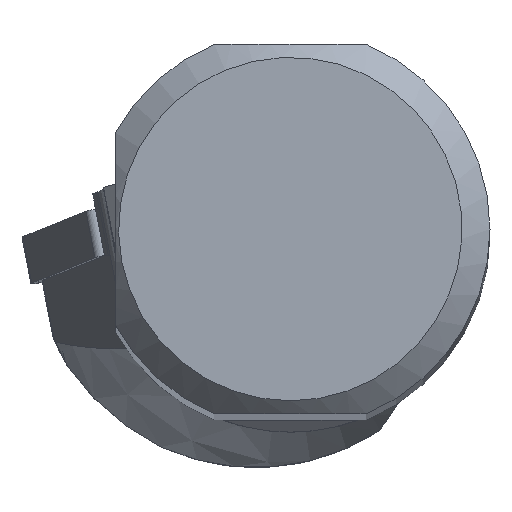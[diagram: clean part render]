
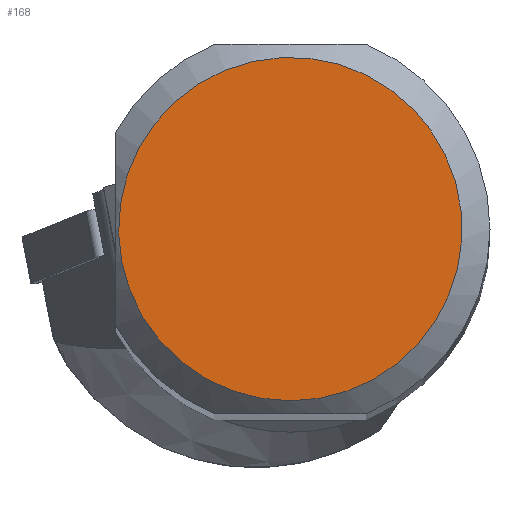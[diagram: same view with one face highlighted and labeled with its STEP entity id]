
A CAD part, top view. The second image highlights one B-rep face of the part: STEP entity #168.
In plain terms, the highlighted planar face has unit normal (0, 0, 1).
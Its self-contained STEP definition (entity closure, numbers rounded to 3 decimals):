
#119=PLANE('',#950);
#168=ADVANCED_FACE('',(#225),#119,.F.);
#225=FACE_OUTER_BOUND('',#264,.T.);
#264=EDGE_LOOP('',(#445));
#317=CIRCLE('',#936,17.2);
#445=ORIENTED_EDGE('',*,*,#679,.T.);
#597=VERTEX_POINT('',#1402);
#679=EDGE_CURVE('',#597,#597,#317,.T.);
#936=AXIS2_PLACEMENT_3D('',#1401,#1100,#1101);
#950=AXIS2_PLACEMENT_3D('',#1469,#1132,#1133);
#1100=DIRECTION('',(0.,0.,1.));
#1101=DIRECTION('',(0.,-1.,0.));
#1132=DIRECTION('',(0.,0.,-1.));
#1133=DIRECTION('',(0.,1.,0.));
#1401=CARTESIAN_POINT('',(0.,0.,0.));
#1402=CARTESIAN_POINT('',(0.,-17.2,0.));
#1469=CARTESIAN_POINT('',(0.,0.,0.));
